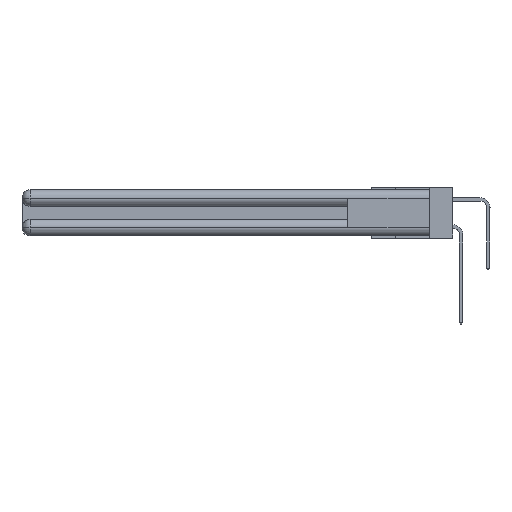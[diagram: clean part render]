
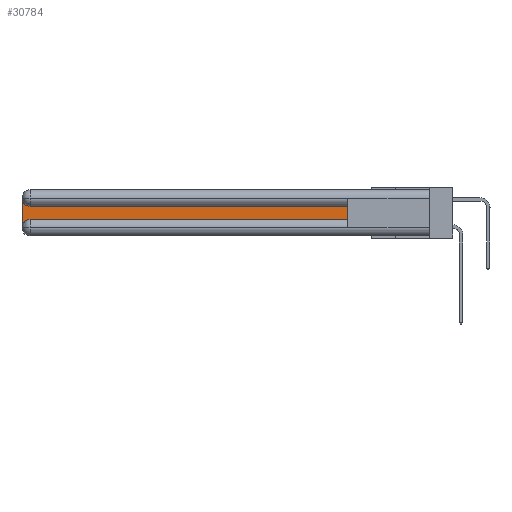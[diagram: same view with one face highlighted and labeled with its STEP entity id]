
A CAD part, left-side view. The second image highlights one B-rep face of the part: STEP entity #30784.
In plain terms, the highlighted planar face has unit normal (-1, 0, 0).
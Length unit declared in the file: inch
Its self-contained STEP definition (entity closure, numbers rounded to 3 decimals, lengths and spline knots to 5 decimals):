
#947 = EDGE_CURVE ( 'NONE', #2140, #13666, #33966, .T. ) ;
#1177 = EDGE_CURVE ( 'NONE', #13666, #25937, #35251, .T. ) ;
#1553 = DIRECTION ( 'NONE',  ( 1., 0., 0. ) ) ;
#1979 = FACE_OUTER_BOUND ( 'NONE', #33123, .T. ) ;
#2140 = VERTEX_POINT ( 'NONE', #15584 ) ;
#2349 = EDGE_CURVE ( 'NONE', #23672, #2140, #18793, .T. ) ;
#2926 = AXIS2_PLACEMENT_3D ( 'NONE', #18184, #1553, #7236 ) ;
#3488 = DIRECTION ( 'NONE',  ( 1., 0., 0. ) ) ;
#4416 = VERTEX_POINT ( 'NONE', #33692 ) ;
#5052 = CARTESIAN_POINT ( 'NONE',  ( 0.075, 2.94, -0.1225 ) ) ;
#7038 = CIRCLE ( 'NONE', #8443, 0.06 ) ;
#7236 = DIRECTION ( 'NONE',  ( 0., 0., -1. ) ) ;
#8443 = AXIS2_PLACEMENT_3D ( 'NONE', #35800, #3488, #19996 ) ;
#8775 = VECTOR ( 'NONE', #26462, 39.37008 ) ;
#11014 = VECTOR ( 'NONE', #35028, 39.37008 ) ;
#13642 = ORIENTED_EDGE ( 'NONE', *, *, #17396, .T. ) ;
#13666 = VERTEX_POINT ( 'NONE', #14258 ) ;
#14258 = CARTESIAN_POINT ( 'NONE',  ( 0.075, 0.6, -0.1225 ) ) ;
#15584 = CARTESIAN_POINT ( 'NONE',  ( 0.075, 0.6, -0.2175 ) ) ;
#17396 = EDGE_CURVE ( 'NONE', #25937, #20947, #7038, .T. ) ;
#17813 = VECTOR ( 'NONE', #23821, 39.37008 ) ;
#18184 = CARTESIAN_POINT ( 'NONE',  ( 0.075, 3., -0.1225 ) ) ;
#18692 = LINE ( 'NONE', #34986, #17813 ) ;
#18793 = LINE ( 'NONE', #26691, #8775 ) ;
#18869 = CARTESIAN_POINT ( 'NONE',  ( 0.075, 0.6, -0.2175 ) ) ;
#19996 = DIRECTION ( 'NONE',  ( 0., 0., -1. ) ) ;
#20508 = ORIENTED_EDGE ( 'NONE', *, *, #1177, .T. ) ;
#20880 = CARTESIAN_POINT ( 'NONE',  ( 0.075, 3., -0.0625 ) ) ;
#20947 = VERTEX_POINT ( 'NONE', #20880 ) ;
#21101 = EDGE_CURVE ( 'NONE', #20947, #4416, #18692, .T. ) ;
#22015 = CARTESIAN_POINT ( 'NONE',  ( 0.075, 2.94, -0.2175 ) ) ;
#22250 = ORIENTED_EDGE ( 'NONE', *, *, #31632, .T. ) ;
#23672 = VERTEX_POINT ( 'NONE', #22015 ) ;
#23821 = DIRECTION ( 'NONE',  ( 0., 0., -1. ) ) ;
#25883 = DIRECTION ( 'NONE',  ( 1., 0., 0. ) ) ;
#25937 = VERTEX_POINT ( 'NONE', #5052 ) ;
#26240 = VECTOR ( 'NONE', #27885, 39.37008 ) ;
#26462 = DIRECTION ( 'NONE',  ( 0., -1., 0. ) ) ;
#26691 = CARTESIAN_POINT ( 'NONE',  ( 0.075, 0.6, -0.2175 ) ) ;
#26828 = ORIENTED_EDGE ( 'NONE', *, *, #2349, .T. ) ;
#27415 = CARTESIAN_POINT ( 'NONE',  ( 0.075, 0.6, -0.1225 ) ) ;
#27885 = DIRECTION ( 'NONE',  ( 0., 1., 0. ) ) ;
#28841 = CARTESIAN_POINT ( 'NONE',  ( 0.075, 2.94, -0.2775 ) ) ;
#29257 = CIRCLE ( 'NONE', #30552, 0.06 ) ;
#30552 = AXIS2_PLACEMENT_3D ( 'NONE', #28841, #25883, #34146 ) ;
#30784 = ADVANCED_FACE ( 'NONE', ( #1979 ), #34823, .F. ) ;
#31632 = EDGE_CURVE ( 'NONE', #4416, #23672, #29257, .T. ) ;
#32302 = ORIENTED_EDGE ( 'NONE', *, *, #21101, .T. ) ;
#33123 = EDGE_LOOP ( 'NONE', ( #20508, #13642, #32302, #22250, #26828, #35297 ) ) ;
#33692 = CARTESIAN_POINT ( 'NONE',  ( 0.075, 3., -0.2775 ) ) ;
#33966 = LINE ( 'NONE', #18869, #11014 ) ;
#34146 = DIRECTION ( 'NONE',  ( 0., 0., -1. ) ) ;
#34823 = PLANE ( 'NONE',  #2926 ) ;
#34986 = CARTESIAN_POINT ( 'NONE',  ( 0.075, 3., -0.2175 ) ) ;
#35028 = DIRECTION ( 'NONE',  ( 0., 0., 1. ) ) ;
#35251 = LINE ( 'NONE', #27415, #26240 ) ;
#35297 = ORIENTED_EDGE ( 'NONE', *, *, #947, .T. ) ;
#35800 = CARTESIAN_POINT ( 'NONE',  ( 0.075, 2.94, -0.0625 ) ) ;
